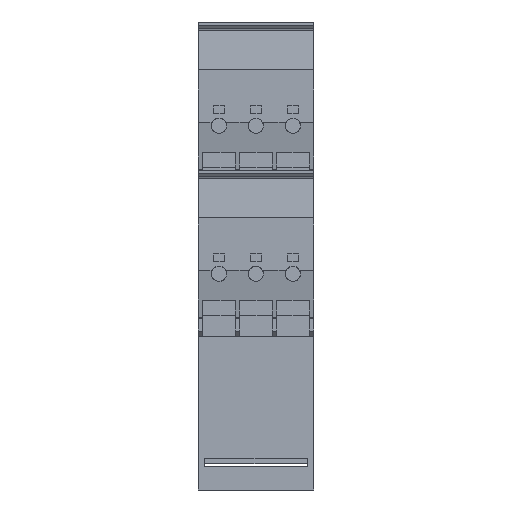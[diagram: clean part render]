
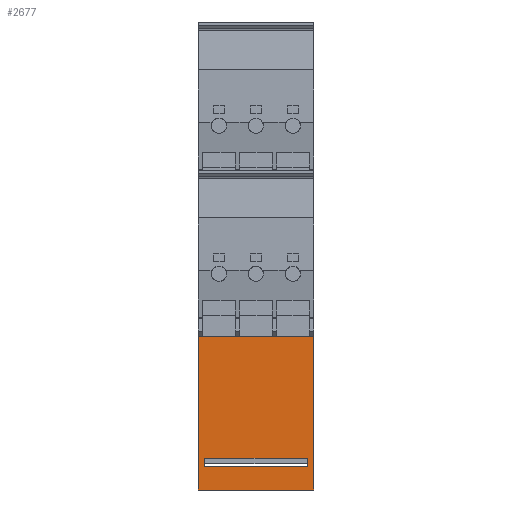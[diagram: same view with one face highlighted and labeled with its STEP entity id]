
A CAD part, front view. The second image highlights one B-rep face of the part: STEP entity #2677.
In plain terms, the highlighted planar face has unit normal (0, -1, 0).
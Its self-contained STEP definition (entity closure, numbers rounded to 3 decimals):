
#2677=ADVANCED_FACE('NONE',(#6128,#6129),#6130,.T.);
#6128=FACE_OUTER_BOUND('',#17184,.T.);
#6129=FACE_BOUND('',#17185,.T.);
#6130=PLANE('',#17186);
#17184=EDGE_LOOP('',(#27867,#27868,#27869,#27870,#27871,#27872));
#17185=EDGE_LOOP('',(#27873,#27874,#27875,#27876));
#17186=AXIS2_PLACEMENT_3D('',#27877,#27878,#27879);
#27867=ORIENTED_EDGE('',*,*,#37015,.T.);
#27868=ORIENTED_EDGE('',*,*,#34899,.T.);
#27869=ORIENTED_EDGE('',*,*,#37016,.T.);
#27870=ORIENTED_EDGE('',*,*,#34836,.T.);
#27871=ORIENTED_EDGE('',*,*,#36961,.F.);
#27872=ORIENTED_EDGE('',*,*,#34260,.T.);
#27873=ORIENTED_EDGE('',*,*,#37017,.T.);
#27874=ORIENTED_EDGE('',*,*,#37018,.T.);
#27875=ORIENTED_EDGE('',*,*,#37019,.T.);
#27876=ORIENTED_EDGE('',*,*,#37020,.T.);
#27877=CARTESIAN_POINT('',(0.,15.69,29.9));
#27878=DIRECTION('',(0.0,-1.0,0.0));
#27879=DIRECTION('',(0.0,0.0,1.0));
#34260=EDGE_CURVE('NONE',#39673,#39671,#39674,.T.);
#34836=EDGE_CURVE('NONE',#40786,#40784,#40787,.T.);
#34899=EDGE_CURVE('NONE',#40906,#40904,#40907,.T.);
#36961=EDGE_CURVE('NONE',#39673,#40784,#43907,.T.);
#37015=EDGE_CURVE('NONE',#39671,#40906,#43993,.T.);
#37016=EDGE_CURVE('NONE',#40904,#40786,#43994,.T.);
#37017=EDGE_CURVE('NONE',#43995,#43996,#43997,.T.);
#37018=EDGE_CURVE('NONE',#43996,#43998,#43999,.T.);
#37019=EDGE_CURVE('NONE',#43998,#44000,#44001,.T.);
#37020=EDGE_CURVE('NONE',#44000,#43995,#44002,.T.);
#39671=VERTEX_POINT('NONE',#47569);
#39673=VERTEX_POINT('NONE',#47572);
#39674=LINE('',#47573,#47574);
#40784=VERTEX_POINT('NONE',#50817);
#40786=VERTEX_POINT('NONE',#50820);
#40787=LINE('',#50821,#50822);
#40904=VERTEX_POINT('NONE',#50996);
#40906=VERTEX_POINT('NONE',#50999);
#40907=LINE('',#51000,#51001);
#43907=LINE('',#57381,#57382);
#43993=LINE('',#57498,#57499);
#43994=LINE('',#57500,#57501);
#43995=VERTEX_POINT('NONE',#57502);
#43996=VERTEX_POINT('NONE',#57503);
#43997=LINE('',#57504,#57505);
#43998=VERTEX_POINT('NONE',#57506);
#43999=LINE('',#57507,#57508);
#44000=VERTEX_POINT('NONE',#57509);
#44001=LINE('',#57510,#57511);
#44002=LINE('',#57512,#57513);
#47569=CARTESIAN_POINT('',(22.5,15.69,29.9));
#47572=CARTESIAN_POINT('',(22.5,15.69,0.));
#47573=CARTESIAN_POINT('',(22.5,15.69,29.9));
#47574=VECTOR('',#62909,1000.0);
#50817=CARTESIAN_POINT('',(0.,15.69,0.));
#50820=CARTESIAN_POINT('',(0.,15.69,29.9));
#50821=CARTESIAN_POINT('',(0.,15.69,62.));
#50822=VECTOR('',#63419,1000.0);
#50996=CARTESIAN_POINT('',(0.1,15.69,29.9));
#50999=CARTESIAN_POINT('',(22.4,15.69,29.9));
#51000=CARTESIAN_POINT('',(0.,15.69,29.9));
#51001=VECTOR('',#63484,1000.0);
#57381=CARTESIAN_POINT('',(0.,15.69,0.));
#57382=VECTOR('',#65067,1000.0);
#57498=CARTESIAN_POINT('',(0.,15.69,29.9));
#57499=VECTOR('',#65164,1000.0);
#57500=CARTESIAN_POINT('',(0.,15.69,29.9));
#57501=VECTOR('',#65165,1000.0);
#57502=CARTESIAN_POINT('',(21.253,15.69,6.2));
#57503=CARTESIAN_POINT('',(21.253,15.69,4.5));
#57504=CARTESIAN_POINT('',(21.253,15.69,29.9));
#57505=VECTOR('',#65166,1000.0);
#57506=CARTESIAN_POINT('',(1.253,15.69,4.5));
#57507=CARTESIAN_POINT('',(0.,15.69,4.5));
#57508=VECTOR('',#65167,1000.0);
#57509=CARTESIAN_POINT('',(1.253,15.69,6.2));
#57510=CARTESIAN_POINT('',(1.253,15.69,29.9));
#57511=VECTOR('',#65168,1000.0);
#57512=CARTESIAN_POINT('',(0.,15.69,6.2));
#57513=VECTOR('',#65169,1000.0);
#62909=DIRECTION('',(0.0,0.0,1.0));
#63419=DIRECTION('',(0.0,0.0,-1.0));
#63484=DIRECTION('',(-1.0,-0.0,0.0));
#65067=DIRECTION('',(-1.0,0.0,0.0));
#65164=DIRECTION('',(-1.0,-0.0,0.0));
#65165=DIRECTION('',(-1.0,-0.0,0.0));
#65166=DIRECTION('',(0.0,0.0,-1.0));
#65167=DIRECTION('',(-1.0,-0.0,0.0));
#65168=DIRECTION('',(0.0,0.0,1.0));
#65169=DIRECTION('',(1.0,0.0,0.0));
